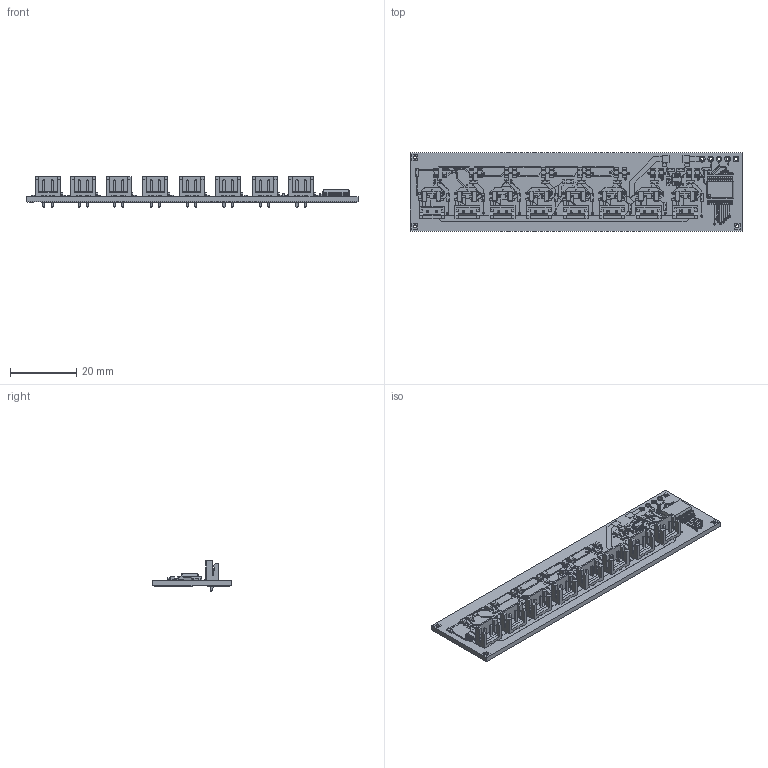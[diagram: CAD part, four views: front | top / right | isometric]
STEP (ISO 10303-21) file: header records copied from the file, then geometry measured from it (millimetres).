
FILE_DESCRIPTION(('KiCad electronic assembly'),'2;1');
FILE_NAME('PumpOutput.step','2025-04-11T22:37:33',('Pcbnew'),('Kicad'), 'Open CASCADE STEP processor 7.8','KiCad to STEP converter','Unknown' );
FILE_SCHEMA(('AUTOMOTIVE_DESIGN { 1 0 10303 214 1 1 1 1 }'));
Length unit declared in the file: millimetre
Products named in the file (11): PumpOutput 1; R_0603_1608Metric; SOT-23; JST_EH_B2B-EH-A_1x02_P2.50mm_Vertical; LED_0805_2012Metric; C_0603_1608Metric; SOT-23-8; SSOP-24_5.3x8.2mm_P0.65mm; C_0805_2012Metric; PumpOutput_copper; PumpOutput_PCB
Assembly tree (67 placements, depth 2):
  PumpOutput 1
    R_0603_1608Metric  x20
    SOT-23  x16
    JST_EH_B2B-EH-A_1x02_P2.50mm_Vertical  x8
    LED_0805_2012Metric  x16
    C_0603_1608Metric  x2
    SOT-23-8
    SSOP-24_5.3x8.2mm_P0.65mm
    C_0805_2012Metric
    PumpOutput_copper
    PumpOutput_PCB
Bounding box: 100 x 23.5 x 9.2 mm (x, y, z)
Volume: 4392.1 mm3; surface area: 10680.1 mm2
Topology: 116 solids, 116 shells, 7575 faces, 20227 edges, 13112 vertices
Faces by surface type: plane 5336, cylinder 1727, bspline 512
Full cylindrical faces by diameter (mm): 0.25 x54, 0.3 x54, 0.5 x1, 0.95 x24, 1 x48, 1.7 x8
Entity records: 152173 total; most frequent: CARTESIAN_POINT 26042, ORIENTED_EDGE 25256, DIRECTION 24310, EDGE_CURVE 12628, LINE 9854, VECTOR 9854, VERTEX_POINT 8340, AXIS2_PLACEMENT_3D 7228
